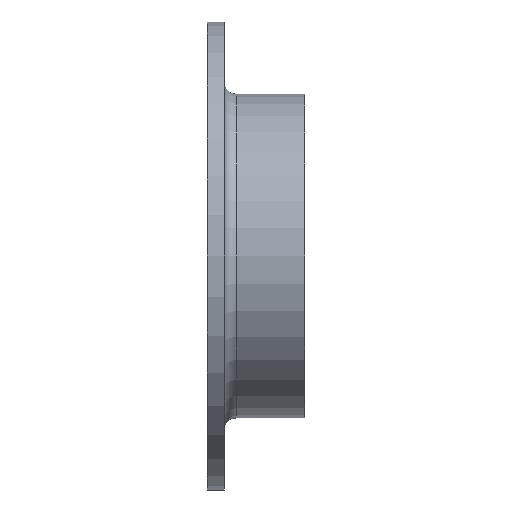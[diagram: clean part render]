
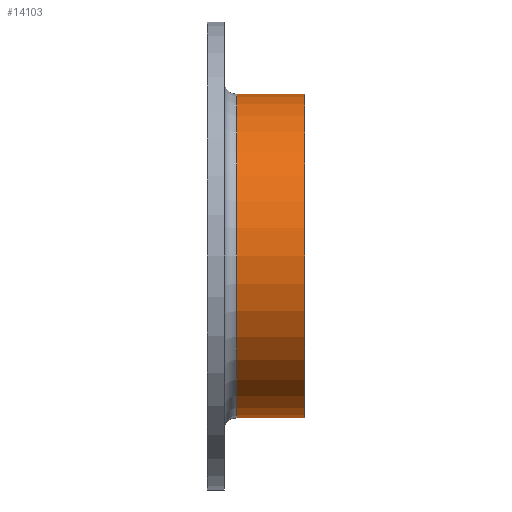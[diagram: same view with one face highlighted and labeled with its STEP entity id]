
A CAD part, front view. The second image highlights one B-rep face of the part: STEP entity #14103.
In plain terms, the highlighted cylindrical face has radius 38.05 mm (diameter 76.1 mm), a full revolution.
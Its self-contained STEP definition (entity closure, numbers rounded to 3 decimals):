
#735 = AXIS2_PLACEMENT_3D ( 'NONE', #13815, #7074, #13731 ) ;
#797 = VERTEX_POINT ( 'NONE', #13933 ) ;
#1220 = CYLINDRICAL_SURFACE ( 'NONE', #735, 38.05 ) ;
#2042 = CARTESIAN_POINT ( 'NONE',  ( 7., 0., 0. ) ) ;
#2486 = AXIS2_PLACEMENT_3D ( 'NONE', #5068, #3858, #8530 ) ;
#3369 = CARTESIAN_POINT ( 'NONE',  ( 23., 0., 38.05 ) ) ;
#3858 = DIRECTION ( 'NONE',  ( -1., 0., 0. ) ) ;
#4219 = EDGE_LOOP ( 'NONE', ( #13272 ) ) ;
#5068 = CARTESIAN_POINT ( 'NONE',  ( 23., 0., 0. ) ) ;
#5463 = EDGE_LOOP ( 'NONE', ( #7019 ) ) ;
#5816 = DIRECTION ( 'NONE',  ( 0., 0., 1. ) ) ;
#6624 = EDGE_CURVE ( 'NONE', #11567, #11567, #12534, .T. ) ;
#7019 = ORIENTED_EDGE ( 'NONE', *, *, #14658, .T. ) ;
#7074 = DIRECTION ( 'NONE',  ( -1., 0., 0. ) ) ;
#7159 = AXIS2_PLACEMENT_3D ( 'NONE', #2042, #8126, #5816 ) ;
#7660 = CIRCLE ( 'NONE', #7159, 38.05 ) ;
#8126 = DIRECTION ( 'NONE',  ( 1., 0., 0. ) ) ;
#8165 = FACE_OUTER_BOUND ( 'NONE', #5463, .T. ) ;
#8530 = DIRECTION ( 'NONE',  ( 0., 0., 1. ) ) ;
#9222 = FACE_OUTER_BOUND ( 'NONE', #4219, .T. ) ;
#11567 = VERTEX_POINT ( 'NONE', #3369 ) ;
#12534 = CIRCLE ( 'NONE', #2486, 38.05 ) ;
#13272 = ORIENTED_EDGE ( 'NONE', *, *, #6624, .T. ) ;
#13731 = DIRECTION ( 'NONE',  ( 0., 0., 1. ) ) ;
#13815 = CARTESIAN_POINT ( 'NONE',  ( 0., 0., 0. ) ) ;
#13933 = CARTESIAN_POINT ( 'NONE',  ( 7., 0., 38.05 ) ) ;
#14103 = ADVANCED_FACE ( 'NONE', ( #8165, #9222 ), #1220, .T. ) ;
#14658 = EDGE_CURVE ( 'NONE', #797, #797, #7660, .T. ) ;
